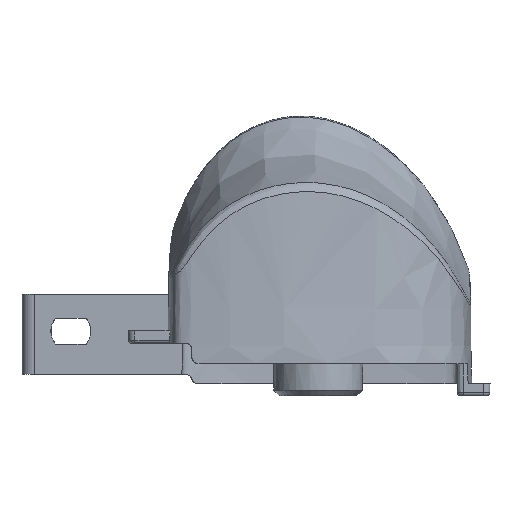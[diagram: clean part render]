
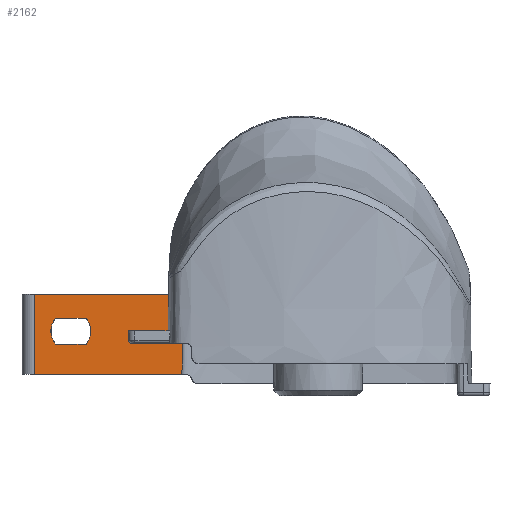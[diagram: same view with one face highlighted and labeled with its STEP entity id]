
A CAD part, top view. The second image highlights one B-rep face of the part: STEP entity #2162.
In plain terms, the highlighted planar face has unit normal (0, 0, 1).
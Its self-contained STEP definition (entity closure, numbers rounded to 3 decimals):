
#17=FACE_BOUND('',#457,.T.);
#138=CIRCLE('',#2208,0.25);
#163=CIRCLE('',#2277,1.625);
#164=CIRCLE('',#2280,1.625);
#240=PLANE('',#2326);
#341=FACE_OUTER_BOUND('',#456,.T.);
#456=EDGE_LOOP('',(#1863,#1864,#1865,#1866,#1867,#1868,#1869,#1870,#1871));
#457=EDGE_LOOP('',(#1872,#1873,#1874,#1875));
#485=LINE('',#2807,#563);
#490=LINE('',#2889,#568);
#539=LINE('',#7569,#617);
#540=LINE('',#7572,#618);
#541=LINE('',#7574,#619);
#542=LINE('',#7581,#620);
#543=LINE('',#7593,#621);
#552=LINE('',#7956,#630);
#563=VECTOR('',#2368,10.);
#568=VECTOR('',#2387,10.);
#617=VECTOR('',#2560,10.);
#618=VECTOR('',#2565,10.);
#619=VECTOR('',#2568,10.);
#620=VECTOR('',#2571,10.);
#621=VECTOR('',#2578,10.);
#630=VECTOR('',#2681,10.);
#644=B_SPLINE_CURVE_WITH_KNOTS('',3,(#3451,#3452,#3453,#3454),
 .UNSPECIFIED.,.F.,.F.,(4,4),(-0.35,-0.1),
 .UNSPECIFIED.);
#718=B_SPLINE_CURVE_WITH_KNOTS('',3,(#5493,#5494,#5495,#5496,#5497,#5498,
#5499),.UNSPECIFIED.,.F.,.F.,(4,3,4),(-0.4,-0.35,
-0.1),.UNSPECIFIED.);
#782=VERTEX_POINT('',#2804);
#783=VERTEX_POINT('',#2806);
#787=VERTEX_POINT('',#2881);
#789=VERTEX_POINT('',#2887);
#792=VERTEX_POINT('',#3450);
#862=VERTEX_POINT('',#5472);
#863=VERTEX_POINT('',#5492);
#971=VERTEX_POINT('',#7566);
#972=VERTEX_POINT('',#7568);
#973=VERTEX_POINT('',#7576);
#974=VERTEX_POINT('',#7580);
#975=VERTEX_POINT('',#7586);
#976=VERTEX_POINT('',#7592);
#1022=EDGE_CURVE('',#783,#782,#485,.T.);
#1029=EDGE_CURVE('',#787,#782,#138,.F.);
#1033=EDGE_CURVE('',#787,#789,#490,.T.);
#1038=EDGE_CURVE('',#792,#783,#644,.T.);
#1113=EDGE_CURVE('',#863,#862,#718,.T.);
#1259=EDGE_CURVE('',#972,#971,#539,.T.);
#1261=EDGE_CURVE('',#972,#862,#540,.T.);
#1262=EDGE_CURVE('',#789,#863,#541,.T.);
#1264=EDGE_CURVE('',#973,#974,#542,.T.);
#1266=EDGE_CURVE('',#974,#975,#163,.T.);
#1268=EDGE_CURVE('',#975,#976,#543,.T.);
#1270=EDGE_CURVE('',#976,#973,#164,.T.);
#1316=EDGE_CURVE('',#792,#971,#552,.T.);
#1863=ORIENTED_EDGE('',*,*,#1033,.T.);
#1864=ORIENTED_EDGE('',*,*,#1262,.T.);
#1865=ORIENTED_EDGE('',*,*,#1113,.T.);
#1866=ORIENTED_EDGE('',*,*,#1261,.F.);
#1867=ORIENTED_EDGE('',*,*,#1259,.T.);
#1868=ORIENTED_EDGE('',*,*,#1316,.F.);
#1869=ORIENTED_EDGE('',*,*,#1038,.T.);
#1870=ORIENTED_EDGE('',*,*,#1022,.T.);
#1871=ORIENTED_EDGE('',*,*,#1029,.F.);
#1872=ORIENTED_EDGE('',*,*,#1270,.F.);
#1873=ORIENTED_EDGE('',*,*,#1268,.F.);
#1874=ORIENTED_EDGE('',*,*,#1266,.F.);
#1875=ORIENTED_EDGE('',*,*,#1264,.F.);
#2162=ADVANCED_FACE('',(#341,#17),#240,.T.);
#2208=AXIS2_PLACEMENT_3D('',#2882,#2380,#2381);
#2277=AXIS2_PLACEMENT_3D('',#7587,#2574,#2575);
#2280=AXIS2_PLACEMENT_3D('',#7598,#2581,#2582);
#2326=AXIS2_PLACEMENT_3D('',#7957,#2682,#2683);
#2368=DIRECTION('',(-1.,0.,0.));
#2380=DIRECTION('center_axis',(0.,0.,-1.));
#2381=DIRECTION('ref_axis',(-0.701,-0.713,0.));
#2387=DIRECTION('',(-0.017,1.,0.));
#2560=DIRECTION('',(0.,-1.,0.));
#2565=DIRECTION('',(1.,0.,0.));
#2568=DIRECTION('',(1.,0.,0.));
#2571=DIRECTION('',(1.,0.,0.));
#2574=DIRECTION('center_axis',(0.,0.,1.));
#2575=DIRECTION('ref_axis',(-1.,0.,0.));
#2578=DIRECTION('',(-1.,0.,0.));
#2581=DIRECTION('center_axis',(0.,0.,1.));
#2582=DIRECTION('ref_axis',(-1.,0.,0.));
#2681=DIRECTION('',(-1.,0.,0.));
#2682=DIRECTION('center_axis',(0.,0.,1.));
#2683=DIRECTION('ref_axis',(-1.,0.,0.));
#2804=CARTESIAN_POINT('',(81.654,28.2,-11.472));
#2806=CARTESIAN_POINT('',(85.758,28.2,-11.472));
#2807=CARTESIAN_POINT('',(82.858,28.2,-11.472));
#2881=CARTESIAN_POINT('',(81.404,28.446,-11.472));
#2882=CARTESIAN_POINT('Origin',(81.654,28.45,-11.472));
#2887=CARTESIAN_POINT('',(81.391,29.2,-11.472));
#2889=CARTESIAN_POINT('',(81.386,29.463,-11.472));
#3450=CARTESIAN_POINT('',(85.725,25.7,-11.472));
#3451=CARTESIAN_POINT('Ctrl Pts',(85.725,25.7,-11.472));
#3452=CARTESIAN_POINT('Ctrl Pts',(85.736,26.533,-11.472));
#3453=CARTESIAN_POINT('Ctrl Pts',(85.747,27.367,-11.472));
#3454=CARTESIAN_POINT('Ctrl Pts',(85.758,28.2,-11.472));
#5472=CARTESIAN_POINT('',(84.835,32.2,-11.472));
#5492=CARTESIAN_POINT('',(84.796,29.2,-11.472));
#5493=CARTESIAN_POINT('Ctrl Pts',(84.796,29.2,-11.472));
#5494=CARTESIAN_POINT('Ctrl Pts',(84.798,29.367,-11.472));
#5495=CARTESIAN_POINT('Ctrl Pts',(84.8,29.533,-11.472));
#5496=CARTESIAN_POINT('Ctrl Pts',(84.803,29.7,-11.472));
#5497=CARTESIAN_POINT('Ctrl Pts',(84.814,30.533,-11.472));
#5498=CARTESIAN_POINT('Ctrl Pts',(84.825,31.367,-11.472));
#5499=CARTESIAN_POINT('Ctrl Pts',(84.835,32.2,-11.472));
#7566=CARTESIAN_POINT('',(73.732,25.7,-11.472));
#7568=CARTESIAN_POINT('',(73.732,32.2,-11.472));
#7569=CARTESIAN_POINT('',(73.732,27.45,-11.472));
#7572=CARTESIAN_POINT('',(72.732,32.2,-11.472));
#7574=CARTESIAN_POINT('',(82.858,29.2,-11.472));
#7576=CARTESIAN_POINT('',(75.476,28.14,-11.472));
#7580=CARTESIAN_POINT('',(77.939,28.14,-11.472));
#7581=CARTESIAN_POINT('',(75.476,28.14,-11.472));
#7586=CARTESIAN_POINT('',(77.939,30.26,-11.472));
#7587=CARTESIAN_POINT('Origin',(76.707,29.2,-11.472));
#7592=CARTESIAN_POINT('',(75.476,30.26,-11.472));
#7593=CARTESIAN_POINT('',(75.476,30.26,-11.472));
#7598=CARTESIAN_POINT('Origin',(76.707,29.2,-11.472));
#7956=CARTESIAN_POINT('',(72.732,25.7,-11.472));
#7957=CARTESIAN_POINT('Origin',(79.87,29.2,-11.472));
